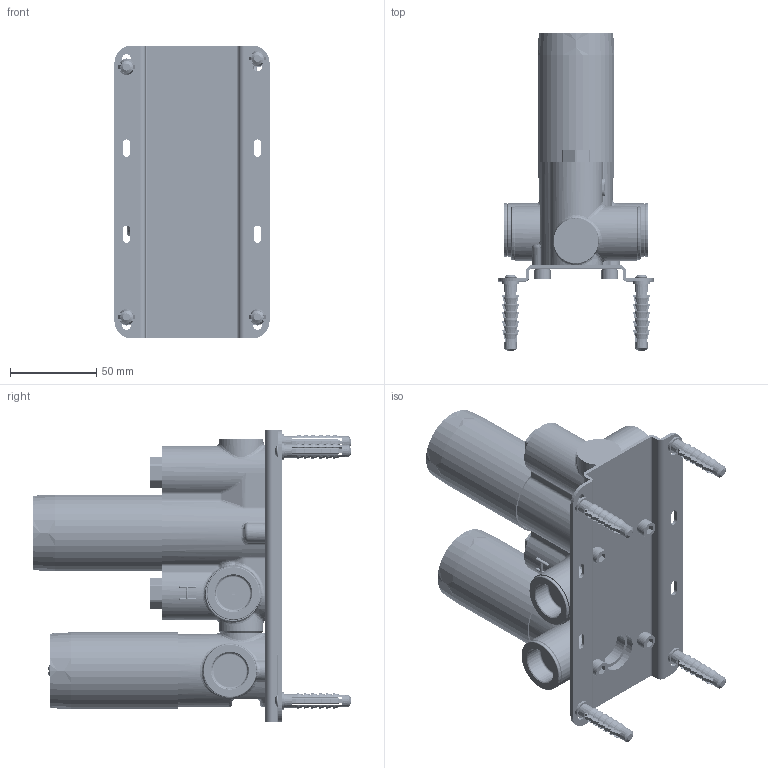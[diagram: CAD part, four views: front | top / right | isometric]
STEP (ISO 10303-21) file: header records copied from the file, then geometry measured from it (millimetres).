
FILE_DESCRIPTION((''),'2;1');
FILE_NAME('SJ0012_ASM','2019-11-18T09:42:03',('25393'),(''),'CREO PARAMETRIC BY PTC INC, 2018020','CREO PARAMETRIC BY PTC INC, 2018020','');
FILE_SCHEMA(('CONFIG_CONTROL_DESIGN'));
Products named in the file (35): SJ001202; MANIFOLD_SOLID_BREP_28054; MANIFOLD_SOLID_BREP_28161; MANIFOLD_SOLID_BREP_28268; SJ001302_ASM; SJ001303; SJ001304; SJ001305; SJ001306; SJ001307; O-RING20X2; SJ001308; SJ001309; SJ001310; M4X19-YZ; SJ001311; SJ001312; SJ001313; SJ001201; M6X9-YZ; SJ001315; SJ001316; O-RING17X2; O-RING7X1; QHFX; SJ001317; SJ001318; SJ001319; M4X10-YT; SJ001320; 8ST4X38; 8STG4X40; 8TD611616; SJ001323; SJ0012_ASM
Assembly tree (58 placements, depth 3):
  SJ0012_ASM
    SJ001202
    SJ001302_ASM
      MANIFOLD_SOLID_BREP_28054
      MANIFOLD_SOLID_BREP_28161
      MANIFOLD_SOLID_BREP_28268
    SJ001303
    SJ001304
    SJ001305  x2
    SJ001306  x2
    SJ001307  x2
    O-RING20X2  x2
    SJ001308  x2
    SJ001309
    SJ001310
    M4X19-YZ
    SJ001311  x2
    SJ001312
    SJ001313
    SJ001201
    M6X9-YZ  x4
    SJ001315
    SJ001316
    O-RING17X2  x2
    O-RING7X1  x4
    QHFX
    SJ001317
    SJ001318
    SJ001319
    M4X10-YT
    SJ001320  x2
    8ST4X38  x4
    8STG4X40  x4
    8TD611616  x4
    SJ001323  x2
Bounding box: 90 x 184 x 170 mm (x, y, z)
Volume: 349518.4 mm3; surface area: 278973.4 mm2
Topology: 57 solids, 63 shells, 7670 faces, 22650 edges, 15010 vertices
Faces by surface type: cylinder 5643, plane 1316, cone 295, torus 218, bspline 161, sphere 37
Entity records: 211352 total; most frequent: CARTESIAN_POINT 90158, ORIENTED_EDGE 27498, DIRECTION 20088, EDGE_CURVE 13755, VERTEX_POINT 9125, AXIS2_PLACEMENT_3D 7402, EDGE_LOOP 7130, B_SPLINE_CURVE_WITH_KNOTS 5750
